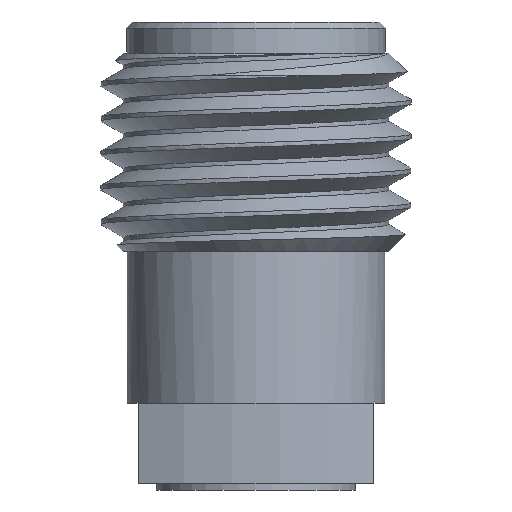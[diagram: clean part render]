
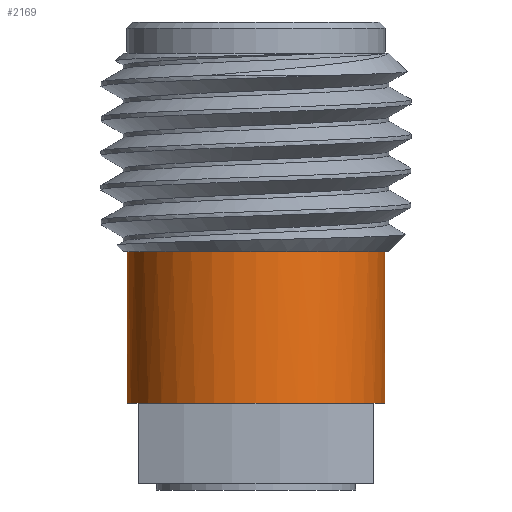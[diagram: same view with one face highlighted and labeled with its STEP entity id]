
A CAD part, front view. The second image highlights one B-rep face of the part: STEP entity #2169.
In plain terms, the highlighted cylindrical face has radius 2.65 mm (diameter 5.3 mm), a full revolution.
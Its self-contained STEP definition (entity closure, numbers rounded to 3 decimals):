
#38 = DIRECTION ( 'NONE',  ( 0., 0., 1. ) ) ;
#52 = CARTESIAN_POINT ( 'NONE',  ( 0., 0., 0. ) ) ;
#198 = FACE_OUTER_BOUND ( 'NONE', #2551, .T. ) ;
#210 = DIRECTION ( 'NONE',  ( 0., 0., 1. ) ) ;
#262 = EDGE_CURVE ( 'NONE', #2443, #2887, #1661, .T. ) ;
#288 = EDGE_CURVE ( 'NONE', #3011, #2302, #1794, .T. ) ;
#411 = EDGE_CURVE ( 'NONE', #1296, #1296, #1548, .T. ) ;
#458 = EDGE_CURVE ( 'NONE', #2887, #3011, #1746, .T. ) ;
#481 = CARTESIAN_POINT ( 'NONE',  ( 2.415, 1.091, 0. ) ) ;
#568 = EDGE_CURVE ( 'NONE', #2302, #2443, #2025, .T. ) ;
#609 = ORIENTED_EDGE ( 'NONE', *, *, #458, .T. ) ;
#666 = CARTESIAN_POINT ( 'NONE',  ( -2.415, 1.091, 0. ) ) ;
#728 = AXIS2_PLACEMENT_3D ( 'NONE', #957, #1870, #2569 ) ;
#762 = CARTESIAN_POINT ( 'NONE',  ( 0., 0., 0. ) ) ;
#807 = AXIS2_PLACEMENT_3D ( 'NONE', #2698, #1838, #2764 ) ;
#877 = FACE_OUTER_BOUND ( 'NONE', #1576, .T. ) ;
#924 = DIRECTION ( 'NONE',  ( 0., -1., 0. ) ) ;
#957 = CARTESIAN_POINT ( 'NONE',  ( 0., 0., 0. ) ) ;
#993 = DIRECTION ( 'NONE',  ( 0., 0., 1. ) ) ;
#1111 = AXIS2_PLACEMENT_3D ( 'NONE', #52, #993, #1920 ) ;
#1139 = CYLINDRICAL_SURFACE ( 'NONE', #807, 2.65 ) ;
#1296 = VERTEX_POINT ( 'NONE', #2928 ) ;
#1299 = AXIS2_PLACEMENT_3D ( 'NONE', #2748, #210, #924 ) ;
#1399 = ORIENTED_EDGE ( 'NONE', *, *, #411, .F. ) ;
#1402 = CARTESIAN_POINT ( 'NONE',  ( 2.415, -1.091, 0. ) ) ;
#1548 = CIRCLE ( 'NONE', #2955, 2.65 ) ;
#1576 = EDGE_LOOP ( 'NONE', ( #1399 ) ) ;
#1614 = DIRECTION ( 'NONE',  ( 0., 0., 1. ) ) ;
#1661 = CIRCLE ( 'NONE', #2033, 2.65 ) ;
#1746 = CIRCLE ( 'NONE', #1299, 2.65 ) ;
#1794 = CIRCLE ( 'NONE', #1111, 2.65 ) ;
#1837 = CARTESIAN_POINT ( 'NONE',  ( 0., 0., 3.101 ) ) ;
#1838 = DIRECTION ( 'NONE',  ( 0., 0., 1. ) ) ;
#1870 = DIRECTION ( 'NONE',  ( 0., 0., 1. ) ) ;
#1920 = DIRECTION ( 'NONE',  ( 0., -1., 0. ) ) ;
#2025 = CIRCLE ( 'NONE', #728, 2.65 ) ;
#2033 = AXIS2_PLACEMENT_3D ( 'NONE', #762, #38, #2363 ) ;
#2059 = DIRECTION ( 'NONE',  ( 0., -1., 0. ) ) ;
#2169 = ADVANCED_FACE ( 'NONE', ( #877, #198 ), #1139, .T. ) ;
#2193 = ORIENTED_EDGE ( 'NONE', *, *, #288, .T. ) ;
#2302 = VERTEX_POINT ( 'NONE', #1402 ) ;
#2363 = DIRECTION ( 'NONE',  ( 0., -1., 0. ) ) ;
#2379 = ORIENTED_EDGE ( 'NONE', *, *, #262, .T. ) ;
#2385 = ORIENTED_EDGE ( 'NONE', *, *, #568, .T. ) ;
#2443 = VERTEX_POINT ( 'NONE', #481 ) ;
#2551 = EDGE_LOOP ( 'NONE', ( #2385, #2379, #609, #2193 ) ) ;
#2569 = DIRECTION ( 'NONE',  ( 0., -1., 0. ) ) ;
#2642 = CARTESIAN_POINT ( 'NONE',  ( -2.415, -1.091, 0. ) ) ;
#2698 = CARTESIAN_POINT ( 'NONE',  ( 0., 0., 7.8 ) ) ;
#2748 = CARTESIAN_POINT ( 'NONE',  ( 0., 0., 0. ) ) ;
#2764 = DIRECTION ( 'NONE',  ( 0., -1., 0. ) ) ;
#2887 = VERTEX_POINT ( 'NONE', #666 ) ;
#2928 = CARTESIAN_POINT ( 'NONE',  ( 0., -2.65, 3.101 ) ) ;
#2955 = AXIS2_PLACEMENT_3D ( 'NONE', #1837, #1614, #2059 ) ;
#3011 = VERTEX_POINT ( 'NONE', #2642 ) ;
